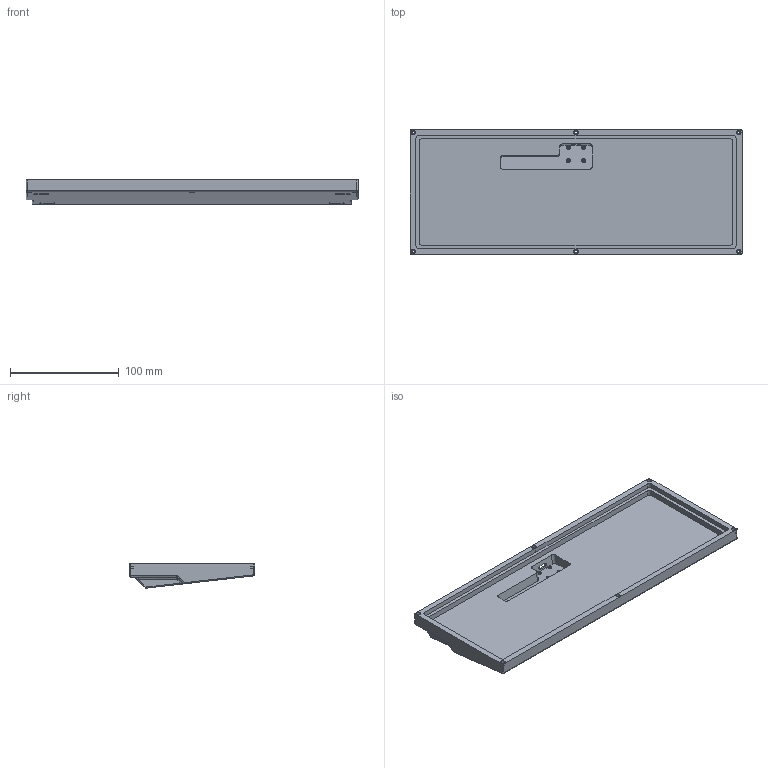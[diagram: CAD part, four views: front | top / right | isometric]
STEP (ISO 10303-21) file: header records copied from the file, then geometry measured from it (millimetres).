
FILE_DESCRIPTION(/* description */ (''),/* implementation_level */ '2;1');
FILE_NAME(/* name */ 'my60v78_bottom.step',/* time_stamp */ '2021-06-07T21:20:11+03:00',/* author */ (''),/* organization */ (''),/* preprocessor_version */ 'ST-DEVELOPER v18.1',/* originating_system */ 'Autodesk Translation Framework v10.9.0.1377',/* authorisation */ '');
FILE_SCHEMA (('AUTOMOTIVE_DESIGN { 1 0 10303 214 3 1 1 }'));
Length unit declared in the file: millimetre
Products named in the file (1): my60
Bounding box: 305.75 x 115.25 x 22.37 mm (x, y, z)
Volume: 269437.4 mm3; surface area: 93037.7 mm2
Topology: 1 solids, 1 shells, 503 faces, 1094 edges, 516 vertices
Faces by surface type: plane 280, cylinder 195, bspline 18, sphere 8, torus 2
Full cylindrical faces by diameter (mm): 1.623 x4, 2 x6, 3.8 x2, 4 x12
Entity records: 13738 total; most frequent: CARTESIAN_POINT 2707, DIRECTION 2464, ORIENTED_EDGE 2180, EDGE_CURVE 1090, AXIS2_PLACEMENT_3D 906, LINE 652, VECTOR 652, EDGE_LOOP 540
